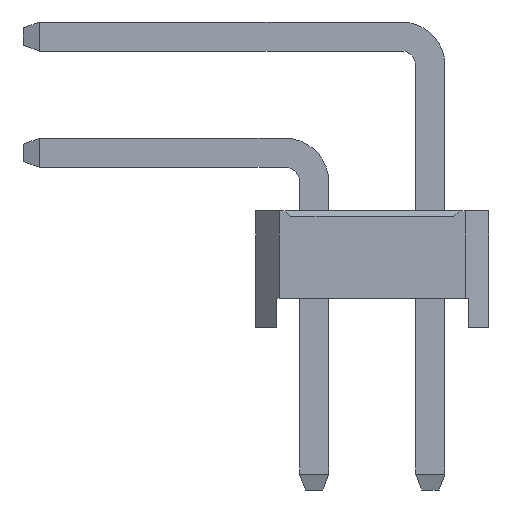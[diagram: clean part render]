
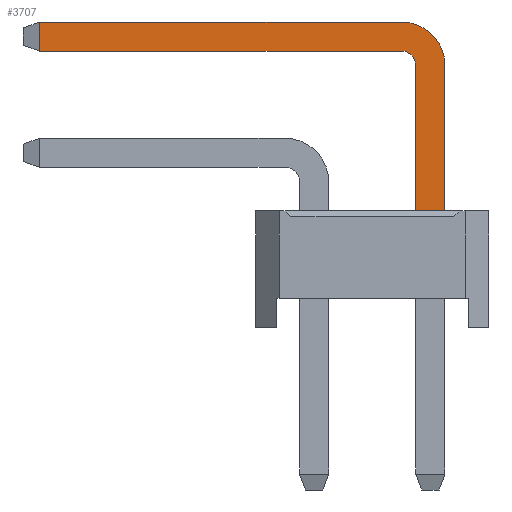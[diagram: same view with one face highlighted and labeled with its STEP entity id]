
A CAD part, left-side view. The second image highlights one B-rep face of the part: STEP entity #3707.
In plain terms, the highlighted planar face has unit normal (-1, 0, 0).
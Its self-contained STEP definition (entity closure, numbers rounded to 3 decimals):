
#3707=ADVANCED_FACE('',(#16247),#16249,.T.);
#16247=FACE_BOUND('',#16248,.T.);
#16248=EDGE_LOOP('',(#26395,#26396,#26397,#26398,#26399,#26400,#26401,#26402));
#16249=PLANE('',#16250);
#16250=AXIS2_PLACEMENT_3D('',#16251,#16252,#16253);
#16251=CARTESIAN_POINT('',(-0.25,-1.75,-2.8));
#16252=DIRECTION('',(-1.,0.,0.));
#16253=DIRECTION('',(0.,-1.,0.));
#26395=ORIENTED_EDGE('',*,*,#32647,.F.);
#26396=ORIENTED_EDGE('',*,*,#32648,.F.);
#26397=ORIENTED_EDGE('',*,*,#32649,.F.);
#26398=ORIENTED_EDGE('',*,*,#32650,.F.);
#26399=ORIENTED_EDGE('',*,*,#31087,.T.);
#26400=ORIENTED_EDGE('',*,*,#32646,.T.);
#26401=ORIENTED_EDGE('',*,*,#32651,.T.);
#26402=ORIENTED_EDGE('',*,*,#32652,.T.);
#31087=EDGE_CURVE('',#34988,#34986,#34989,.T.);
#32646=EDGE_CURVE('',#34986,#37663,#37665,.T.);
#32647=EDGE_CURVE('',#37666,#37667,#37668,.T.);
#32648=EDGE_CURVE('',#37669,#37666,#37670,.T.);
#32649=EDGE_CURVE('',#37671,#37669,#37672,.T.);
#32650=EDGE_CURVE('',#34988,#37671,#37673,.T.);
#32651=EDGE_CURVE('',#37663,#37674,#37675,.T.);
#32652=EDGE_CURVE('',#37674,#37667,#37676,.T.);
#34986=VERTEX_POINT('',#41454);
#34988=VERTEX_POINT('',#41458);
#34989=LINE('',#41459,#41460);
#37663=VERTEX_POINT('',#47347);
#37665=LINE('',#47351,#47352);
#37666=VERTEX_POINT('',#47354);
#37667=VERTEX_POINT('',#47355);
#37668=LINE('',#47356,#47357);
#37669=VERTEX_POINT('',#47359);
#37670=LINE('',#47360,#47361);
#37671=VERTEX_POINT('',#47363);
#37672=CIRCLE('',#47364,0.25);
#37673=LINE('',#47368,#47369);
#37674=VERTEX_POINT('',#47371);
#37675=CIRCLE('',#47372,0.75);
#37676=LINE('',#47376,#47377);
#41454=CARTESIAN_POINT('',(-0.25,-2.25,2.));
#41458=CARTESIAN_POINT('',(-0.25,-1.75,2.));
#41459=CARTESIAN_POINT('',(-0.25,-1.75,2.));
#41460=VECTOR('',#41461,1.);
#41461=DIRECTION('',(0.,-1.,0.));
#47347=CARTESIAN_POINT('',(-0.25,-2.25,4.5));
#47351=CARTESIAN_POINT('',(-0.25,-2.25,2.));
#47352=VECTOR('',#47353,1.);
#47353=DIRECTION('',(0.,0.,1.));
#47354=CARTESIAN_POINT('',(-0.25,4.725,4.75));
#47355=CARTESIAN_POINT('',(-0.25,4.725,5.25));
#47356=CARTESIAN_POINT('',(-0.25,4.725,4.75));
#47357=VECTOR('',#47358,1.);
#47358=DIRECTION('',(0.,0.,1.));
#47359=CARTESIAN_POINT('',(-0.25,-1.5,4.75));
#47360=CARTESIAN_POINT('',(-0.25,-1.5,4.75));
#47361=VECTOR('',#47362,1.);
#47362=DIRECTION('',(0.,1.,0.));
#47363=CARTESIAN_POINT('',(-0.25,-1.75,4.5));
#47364=AXIS2_PLACEMENT_3D('',#47365,#47366,#47367);
#47365=CARTESIAN_POINT('',(-0.25,-1.5,4.5));
#47366=DIRECTION('',(-1.,-0.,0.));
#47367=DIRECTION('',(0.,-1.,0.));
#47368=CARTESIAN_POINT('',(-0.25,-1.75,2.));
#47369=VECTOR('',#47370,1.);
#47370=DIRECTION('',(0.,0.,1.));
#47371=CARTESIAN_POINT('',(-0.25,-1.5,5.25));
#47372=AXIS2_PLACEMENT_3D('',#47373,#47374,#47375);
#47373=CARTESIAN_POINT('',(-0.25,-1.5,4.5));
#47374=DIRECTION('',(-1.,-0.,0.));
#47375=DIRECTION('',(0.,-1.,0.));
#47376=CARTESIAN_POINT('',(-0.25,-1.5,5.25));
#47377=VECTOR('',#47378,1.);
#47378=DIRECTION('',(0.,1.,0.));
